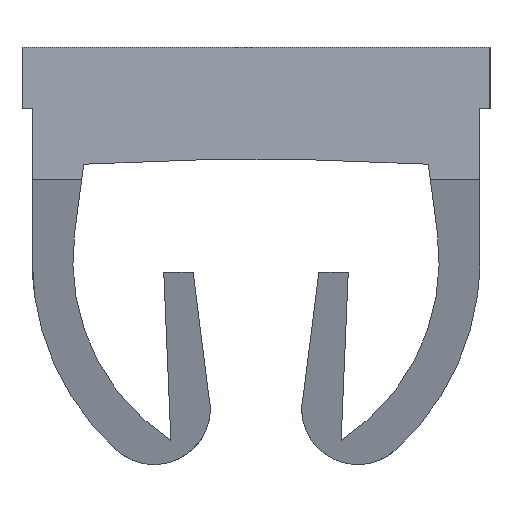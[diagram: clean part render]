
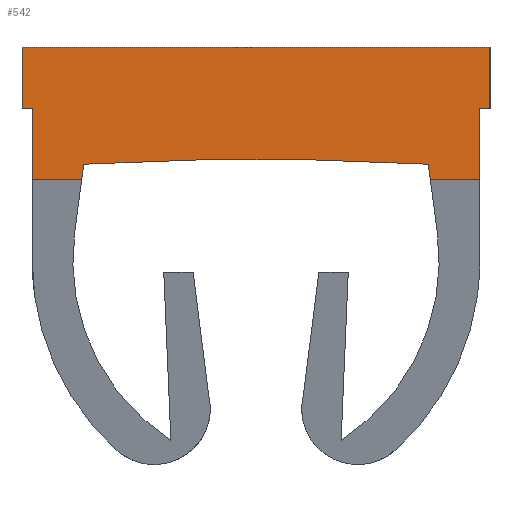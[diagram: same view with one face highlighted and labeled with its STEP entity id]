
A CAD part, front view. The second image highlights one B-rep face of the part: STEP entity #542.
In plain terms, the highlighted planar face has unit normal (0, -1, 0).
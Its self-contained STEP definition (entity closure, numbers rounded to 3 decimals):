
#458=AXIS2_PLACEMENT_3D('Plane Axis2P3D',#455,#456,#457) ;
#471=AXIS2_PLACEMENT_3D('Circle Axis2P3D',#469,#470,$) ;
#70=CARTESIAN_POINT('Vertex',(4.5,0.,3.5)) ;
#73=CARTESIAN_POINT('Line Origine',(4.5,0.,3.15)) ;
#77=CARTESIAN_POINT('Vertex',(4.5,0.,2.8)) ;
#440=CARTESIAN_POINT('Vertex',(4.6,0.,3.5)) ;
#443=CARTESIAN_POINT('Line Origine',(4.55,0.,3.5)) ;
#455=CARTESIAN_POINT('Axis2P3D Location',(2.3,0.,3.)) ;
#460=CARTESIAN_POINT('Line Origine',(0.597,0.,2.876)) ;
#464=CARTESIAN_POINT('Vertex',(0.587,0.,2.8)) ;
#466=CARTESIAN_POINT('Vertex',(0.607,0.,2.952)) ;
#469=CARTESIAN_POINT('Axis2P3D Location',(2.3,0.,-27.)) ;
#473=CARTESIAN_POINT('Vertex',(3.993,0.,2.952)) ;
#476=CARTESIAN_POINT('Line Origine',(4.003,0.,2.876)) ;
#480=CARTESIAN_POINT('Vertex',(4.013,0.,2.8)) ;
#483=CARTESIAN_POINT('Line Origine',(4.257,0.,2.8)) ;
#488=CARTESIAN_POINT('Line Origine',(4.6,0.,3.8)) ;
#492=CARTESIAN_POINT('Vertex',(4.6,0.,4.1)) ;
#495=CARTESIAN_POINT('Line Origine',(2.3,0.,4.1)) ;
#499=CARTESIAN_POINT('Vertex',(0.,0.,4.1)) ;
#502=CARTESIAN_POINT('Line Origine',(0.,0.,3.8)) ;
#506=CARTESIAN_POINT('Vertex',(0.,0.,3.5)) ;
#509=CARTESIAN_POINT('Line Origine',(0.05,0.,3.5)) ;
#513=CARTESIAN_POINT('Vertex',(0.1,0.,3.5)) ;
#516=CARTESIAN_POINT('Line Origine',(0.1,0.,3.15)) ;
#520=CARTESIAN_POINT('Vertex',(0.1,0.,2.8)) ;
#523=CARTESIAN_POINT('Line Origine',(0.343,0.,2.8)) ;
#74=DIRECTION('Vector Direction',(0.,0.,1.)) ;
#444=DIRECTION('Vector Direction',(1.,0.,0.)) ;
#456=DIRECTION('Axis2P3D Direction',(0.,-1.,0.)) ;
#457=DIRECTION('Axis2P3D XDirection',(1.,0.,0.)) ;
#461=DIRECTION('Vector Direction',(-0.131,0.,-0.991)) ;
#470=DIRECTION('Axis2P3D Direction',(0.,-1.,0.)) ;
#477=DIRECTION('Vector Direction',(0.131,0.,-0.991)) ;
#484=DIRECTION('Vector Direction',(1.,0.,0.)) ;
#489=DIRECTION('Vector Direction',(0.,0.,1.)) ;
#496=DIRECTION('Vector Direction',(1.,0.,0.)) ;
#503=DIRECTION('Vector Direction',(0.,0.,-1.)) ;
#510=DIRECTION('Vector Direction',(1.,0.,0.)) ;
#517=DIRECTION('Vector Direction',(0.,0.,-1.)) ;
#524=DIRECTION('Vector Direction',(1.,0.,0.)) ;
#75=VECTOR('Line Direction',#74,1.) ;
#445=VECTOR('Line Direction',#444,1.) ;
#462=VECTOR('Line Direction',#461,1.) ;
#478=VECTOR('Line Direction',#477,1.) ;
#485=VECTOR('Line Direction',#484,1.) ;
#490=VECTOR('Line Direction',#489,1.) ;
#497=VECTOR('Line Direction',#496,1.) ;
#504=VECTOR('Line Direction',#503,1.) ;
#511=VECTOR('Line Direction',#510,1.) ;
#518=VECTOR('Line Direction',#517,1.) ;
#525=VECTOR('Line Direction',#524,1.) ;
#529=ORIENTED_EDGE('',*,*,#468,.T.) ;
#530=ORIENTED_EDGE('',*,*,#475,.T.) ;
#531=ORIENTED_EDGE('',*,*,#482,.T.) ;
#532=ORIENTED_EDGE('',*,*,#487,.T.) ;
#533=ORIENTED_EDGE('',*,*,#79,.T.) ;
#534=ORIENTED_EDGE('',*,*,#447,.T.) ;
#535=ORIENTED_EDGE('',*,*,#494,.T.) ;
#536=ORIENTED_EDGE('',*,*,#501,.T.) ;
#537=ORIENTED_EDGE('',*,*,#508,.T.) ;
#538=ORIENTED_EDGE('',*,*,#515,.T.) ;
#539=ORIENTED_EDGE('',*,*,#522,.T.) ;
#540=ORIENTED_EDGE('',*,*,#527,.T.) ;
#542=ADVANCED_FACE('S3D_gedreht',(#541),#459,.T.) ;
#472=CIRCLE('generated circle',#471,30.) ;
#79=EDGE_CURVE('',#78,#71,#76,.T.) ;
#447=EDGE_CURVE('',#71,#441,#446,.T.) ;
#468=EDGE_CURVE('',#465,#467,#463,.F.) ;
#475=EDGE_CURVE('',#467,#474,#472,.F.) ;
#482=EDGE_CURVE('',#474,#481,#479,.T.) ;
#487=EDGE_CURVE('',#481,#78,#486,.T.) ;
#494=EDGE_CURVE('',#441,#493,#491,.T.) ;
#501=EDGE_CURVE('',#493,#500,#498,.F.) ;
#508=EDGE_CURVE('',#500,#507,#505,.T.) ;
#515=EDGE_CURVE('',#507,#514,#512,.T.) ;
#522=EDGE_CURVE('',#514,#521,#519,.T.) ;
#527=EDGE_CURVE('',#521,#465,#526,.T.) ;
#528=EDGE_LOOP('',(#529,#530,#531,#532,#533,#534,#535,#536,#537,#538,#539,#540)) ;
#541=FACE_OUTER_BOUND('',#528,.T.) ;
#76=LINE('Line',#73,#75) ;
#446=LINE('Line',#443,#445) ;
#463=LINE('Line',#460,#462) ;
#479=LINE('Line',#476,#478) ;
#486=LINE('Line',#483,#485) ;
#491=LINE('Line',#488,#490) ;
#498=LINE('Line',#495,#497) ;
#505=LINE('Line',#502,#504) ;
#512=LINE('Line',#509,#511) ;
#519=LINE('Line',#516,#518) ;
#526=LINE('Line',#523,#525) ;
#459=PLANE('',#458) ;
#71=VERTEX_POINT('',#70) ;
#78=VERTEX_POINT('',#77) ;
#441=VERTEX_POINT('',#440) ;
#465=VERTEX_POINT('',#464) ;
#467=VERTEX_POINT('',#466) ;
#474=VERTEX_POINT('',#473) ;
#481=VERTEX_POINT('',#480) ;
#493=VERTEX_POINT('',#492) ;
#500=VERTEX_POINT('',#499) ;
#507=VERTEX_POINT('',#506) ;
#514=VERTEX_POINT('',#513) ;
#521=VERTEX_POINT('',#520) ;
